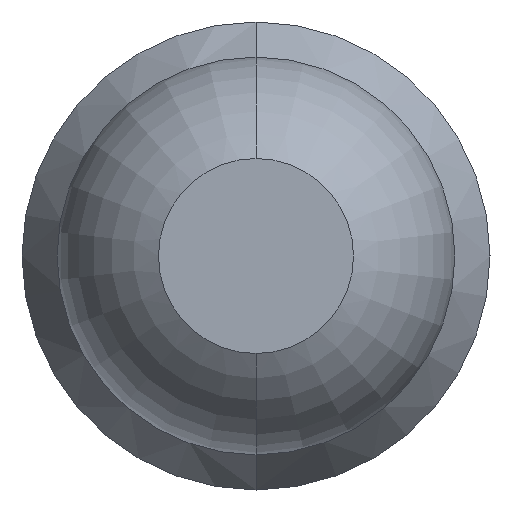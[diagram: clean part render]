
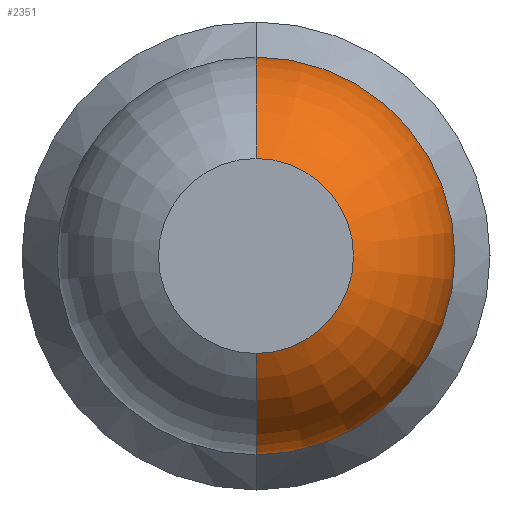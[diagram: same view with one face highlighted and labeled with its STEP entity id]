
A CAD part, front view. The second image highlights one B-rep face of the part: STEP entity #2351.
In plain terms, the highlighted toroidal (fillet/blend) face has major radius 0.01 mm and minor radius 0.5 mm.
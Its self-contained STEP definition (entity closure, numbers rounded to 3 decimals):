
#51 = CIRCLE ( 'NONE', #286, 0.5 ) ;
#97 = TOROIDAL_SURFACE ( 'NONE', #2582, 0.01, 0.5 ) ;
#108 = VERTEX_POINT ( 'NONE', #3157 ) ;
#173 = CIRCLE ( 'NONE', #1395, 0.25 ) ;
#185 = ORIENTED_EDGE ( 'NONE', *, *, #3260, .F. ) ;
#273 = DIRECTION ( 'NONE',  ( 1., 0., 0. ) ) ;
#286 = AXIS2_PLACEMENT_3D ( 'NONE', #2103, #273, #1448 ) ;
#340 = DIRECTION ( 'NONE',  ( 0., 0., 1. ) ) ;
#348 = DIRECTION ( 'NONE',  ( -1., 0., 0. ) ) ;
#394 = CARTESIAN_POINT ( 'NONE',  ( 0., -30.4, 0.25 ) ) ;
#659 = EDGE_CURVE ( 'Defeature ausgef�hrt1_11+Defeature ausgef�hrt1_5+Defeature ausgef�hrt1_5+Defeature ausgef�hrt1_5', #108, #2307, #173, .T. ) ;
#773 = EDGE_LOOP ( 'NONE', ( #2235, #2431, #185, #3470 ) ) ;
#832 = CIRCLE ( 'NONE', #1886, 0.51 ) ;
#932 = DIRECTION ( 'NONE',  ( 0., 0., 1. ) ) ;
#1083 = DIRECTION ( 'NONE',  ( 0., -1., 0. ) ) ;
#1390 = CIRCLE ( 'NONE', #2272, 0.5 ) ;
#1395 = AXIS2_PLACEMENT_3D ( 'NONE', #3376, #1083, #2575 ) ;
#1448 = DIRECTION ( 'NONE',  ( 0., 0., -1. ) ) ;
#1773 = CARTESIAN_POINT ( 'NONE',  ( 0., -29.961, 0.51 ) ) ;
#1886 = AXIS2_PLACEMENT_3D ( 'NONE', #3056, #2410, #340 ) ;
#2069 = FACE_OUTER_BOUND ( 'NONE', #773, .T. ) ;
#2103 = CARTESIAN_POINT ( 'NONE',  ( 0., -29.961, -0.01 ) ) ;
#2235 = ORIENTED_EDGE ( 'NONE', *, *, #659, .F. ) ;
#2272 = AXIS2_PLACEMENT_3D ( 'NONE', #2438, #348, #932 ) ;
#2307 = VERTEX_POINT ( 'NONE', #394 ) ;
#2351 = ADVANCED_FACE ( 'Defeature ausgef�hrt1_5', ( #2069 ), #97, .T. ) ;
#2410 = DIRECTION ( 'NONE',  ( 0., 1., 0. ) ) ;
#2431 = ORIENTED_EDGE ( 'NONE', *, *, #3149, .T. ) ;
#2438 = CARTESIAN_POINT ( 'NONE',  ( 0., -29.961, 0.01 ) ) ;
#2568 = DIRECTION ( 'NONE',  ( 0., 0., 1. ) ) ;
#2575 = DIRECTION ( 'NONE',  ( 0., 0., -1. ) ) ;
#2582 = AXIS2_PLACEMENT_3D ( 'NONE', #3505, #2623, #2568 ) ;
#2623 = DIRECTION ( 'NONE',  ( 0., 1., 0. ) ) ;
#2708 = VERTEX_POINT ( 'NONE', #1773 ) ;
#3000 = CARTESIAN_POINT ( 'NONE',  ( 0., -29.961, -0.51 ) ) ;
#3056 = CARTESIAN_POINT ( 'NONE',  ( 0., -29.961, 0. ) ) ;
#3149 = EDGE_CURVE ( 'NONE', #108, #3266, #51, .T. ) ;
#3157 = CARTESIAN_POINT ( 'NONE',  ( 0., -30.4, -0.25 ) ) ;
#3260 = EDGE_CURVE ( 'Defeature ausgef�hrt1_6+Defeature ausgef�hrt1_5+Defeature ausgef�hrt1_5+Defeature ausgef�hrt1_5', #2708, #3266, #832, .T. ) ;
#3266 = VERTEX_POINT ( 'NONE', #3000 ) ;
#3376 = CARTESIAN_POINT ( 'NONE',  ( 0., -30.4, 0. ) ) ;
#3470 = ORIENTED_EDGE ( 'NONE', *, *, #3481, .F. ) ;
#3481 = EDGE_CURVE ( 'NONE', #2307, #2708, #1390, .T. ) ;
#3505 = CARTESIAN_POINT ( 'NONE',  ( 0., -29.961, 0. ) ) ;
